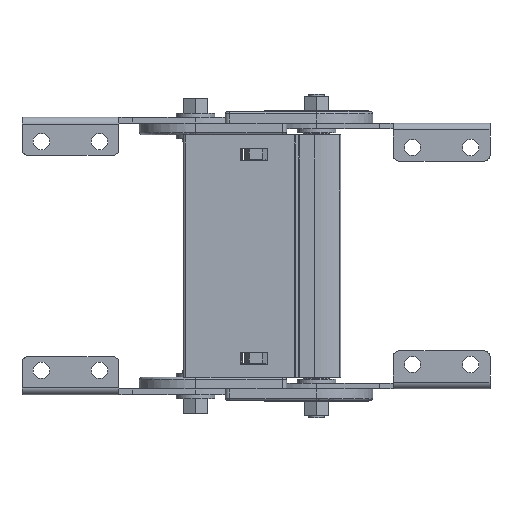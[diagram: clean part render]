
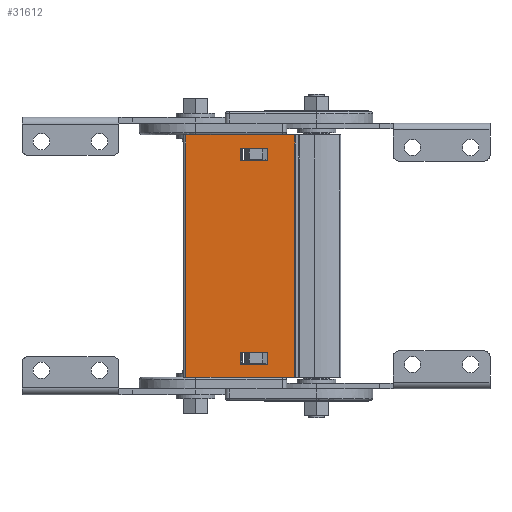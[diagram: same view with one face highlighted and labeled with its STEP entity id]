
A CAD part, front view. The second image highlights one B-rep face of the part: STEP entity #31612.
In plain terms, the highlighted planar face has unit normal (0, -1, -0.009).
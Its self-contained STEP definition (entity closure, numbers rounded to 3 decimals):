
#307 = EDGE_CURVE ( 'NONE', #32869, #18405, #21087, .T. ) ;
#309 = EDGE_CURVE ( 'NONE', #31965, #11141, #16626, .T. ) ;
#935 = DIRECTION ( 'NONE',  ( 0., 0.009, -1. ) ) ;
#1454 = DIRECTION ( 'NONE',  ( -1., 0., 0. ) ) ;
#2106 = DIRECTION ( 'NONE',  ( 0., 0.009, -1. ) ) ;
#2156 = CARTESIAN_POINT ( 'NONE',  ( -77.82, 142.499, 153.154 ) ) ;
#2231 = VECTOR ( 'NONE', #30112, 1000. ) ;
#2419 = DIRECTION ( 'NONE',  ( 0., 0.009, -1. ) ) ;
#2729 = DIRECTION ( 'NONE',  ( 1., 0., 0. ) ) ;
#3196 = CARTESIAN_POINT ( 'NONE',  ( -77.82, 142.499, 153.154 ) ) ;
#3577 = VERTEX_POINT ( 'NONE', #9485 ) ;
#3818 = ORIENTED_EDGE ( 'NONE', *, *, #9287, .F. ) ;
#4029 = VERTEX_POINT ( 'NONE', #44788 ) ;
#4059 = CARTESIAN_POINT ( 'NONE',  ( -49.6, 143.531, 34.791 ) ) ;
#4181 = LINE ( 'NONE', #41978, #13015 ) ;
#4192 = EDGE_CURVE ( 'NONE', #28608, #27980, #4181, .T. ) ;
#4458 = VECTOR ( 'NONE', #32477, 1000. ) ;
#4966 = VECTOR ( 'NONE', #43302, 1000. ) ;
#4987 = VECTOR ( 'NONE', #6471, 1000. ) ;
#5500 = LINE ( 'NONE', #25283, #4966 ) ;
#6341 = FACE_BOUND ( 'NONE', #43906, .T. ) ;
#6471 = DIRECTION ( 'NONE',  ( 0., -0.009, 1. ) ) ;
#7357 = EDGE_CURVE ( 'NONE', #40840, #3577, #26048, .T. ) ;
#7638 = VERTEX_POINT ( 'NONE', #2156 ) ;
#7902 = DIRECTION ( 'NONE',  ( -1., 0., 0. ) ) ;
#7957 = CARTESIAN_POINT ( 'NONE',  ( -105.8, 142.44, 159.904 ) ) ;
#8076 = CARTESIAN_POINT ( 'NONE',  ( -77.82, 142.554, 146.854 ) ) ;
#8236 = ORIENTED_EDGE ( 'NONE', *, *, #43032, .T. ) ;
#9225 = LINE ( 'NONE', #24779, #33029 ) ;
#9287 = EDGE_CURVE ( 'NONE', #4029, #28608, #29112, .T. ) ;
#9485 = CARTESIAN_POINT ( 'NONE',  ( -63.82, 143.418, 47.84 ) ) ;
#9593 = LINE ( 'NONE', #3196, #35048 ) ;
#9890 = CARTESIAN_POINT ( 'NONE',  ( -105.8, 143.531, 34.791 ) ) ;
#9970 = LINE ( 'NONE', #28081, #17202 ) ;
#10079 = EDGE_LOOP ( 'NONE', ( #24653, #28568, #3818, #13881 ) ) ;
#10109 = ORIENTED_EDGE ( 'NONE', *, *, #39988, .T. ) ;
#10402 = VERTEX_POINT ( 'NONE', #7957 ) ;
#10568 = CARTESIAN_POINT ( 'NONE',  ( -77.82, 143.418, 47.84 ) ) ;
#11141 = VERTEX_POINT ( 'NONE', #27047 ) ;
#11223 = ORIENTED_EDGE ( 'NONE', *, *, #44888, .F. ) ;
#13015 = VECTOR ( 'NONE', #38296, 1000. ) ;
#13881 = ORIENTED_EDGE ( 'NONE', *, *, #42997, .T. ) ;
#16586 = CARTESIAN_POINT ( 'NONE',  ( -63.82, 142.499, 153.154 ) ) ;
#16626 = LINE ( 'NONE', #44725, #17733 ) ;
#17202 = VECTOR ( 'NONE', #45353, 1000. ) ;
#17331 = EDGE_CURVE ( 'NONE', #18405, #40840, #5500, .T. ) ;
#17733 = VECTOR ( 'NONE', #2419, 1000. ) ;
#18405 = VERTEX_POINT ( 'NONE', #39927 ) ;
#18762 = ORIENTED_EDGE ( 'NONE', *, *, #17331, .F. ) ;
#19342 = EDGE_CURVE ( 'NONE', #11141, #31837, #9225, .T. ) ;
#19545 = EDGE_CURVE ( 'NONE', #10402, #27980, #35743, .T. ) ;
#21015 = AXIS2_PLACEMENT_3D ( 'NONE', #31585, #21126, #34828 ) ;
#21087 = LINE ( 'NONE', #23654, #2231 ) ;
#21126 = DIRECTION ( 'NONE',  ( 0., 1., 0.009 ) ) ;
#21285 = PLANE ( 'NONE',  #21015 ) ;
#22325 = CARTESIAN_POINT ( 'NONE',  ( -63.82, 143.418, 47.84 ) ) ;
#22502 = ORIENTED_EDGE ( 'NONE', *, *, #307, .F. ) ;
#23654 = CARTESIAN_POINT ( 'NONE',  ( -77.82, 143.418, 47.84 ) ) ;
#24653 = ORIENTED_EDGE ( 'NONE', *, *, #19545, .T. ) ;
#24719 = CARTESIAN_POINT ( 'NONE',  ( -77.82, 142.554, 146.854 ) ) ;
#24779 = CARTESIAN_POINT ( 'NONE',  ( -77.82, 142.554, 146.854 ) ) ;
#25283 = CARTESIAN_POINT ( 'NONE',  ( -77.82, 143.473, 41.541 ) ) ;
#26048 = LINE ( 'NONE', #22325, #4458 ) ;
#27047 = CARTESIAN_POINT ( 'NONE',  ( -63.82, 142.554, 146.854 ) ) ;
#27980 = VERTEX_POINT ( 'NONE', #9890 ) ;
#28081 = CARTESIAN_POINT ( 'NONE',  ( -80.82, 142.44, 159.904 ) ) ;
#28568 = ORIENTED_EDGE ( 'NONE', *, *, #4192, .F. ) ;
#28608 = VERTEX_POINT ( 'NONE', #4059 ) ;
#29112 = LINE ( 'NONE', #30251, #39622 ) ;
#30112 = DIRECTION ( 'NONE',  ( 0., 0.009, -1. ) ) ;
#30251 = CARTESIAN_POINT ( 'NONE',  ( -49.6, 141.728, 241.4 ) ) ;
#30350 = VECTOR ( 'NONE', #1454, 1000. ) ;
#31228 = ORIENTED_EDGE ( 'NONE', *, *, #19342, .T. ) ;
#31585 = CARTESIAN_POINT ( 'NONE',  ( -80.82, 142.441, 159.783 ) ) ;
#31612 = ADVANCED_FACE ( 'NONE', ( #6341, #42259, #43912 ), #21285, .F. ) ;
#31837 = VERTEX_POINT ( 'NONE', #8076 ) ;
#31965 = VERTEX_POINT ( 'NONE', #16586 ) ;
#32477 = DIRECTION ( 'NONE',  ( 0., -0.009, 1. ) ) ;
#32869 = VERTEX_POINT ( 'NONE', #10568 ) ;
#33029 = VECTOR ( 'NONE', #7902, 1000. ) ;
#34828 = DIRECTION ( 'NONE',  ( 0., 0.009, -1. ) ) ;
#35048 = VECTOR ( 'NONE', #2729, 1000. ) ;
#35743 = LINE ( 'NONE', #37733, #42356 ) ;
#36541 = CARTESIAN_POINT ( 'NONE',  ( -77.82, 143.418, 47.84 ) ) ;
#37733 = CARTESIAN_POINT ( 'NONE',  ( -105.8, 141.728, 241.4 ) ) ;
#38296 = DIRECTION ( 'NONE',  ( -1., 0., 0. ) ) ;
#38645 = ORIENTED_EDGE ( 'NONE', *, *, #7357, .F. ) ;
#39622 = VECTOR ( 'NONE', #2106, 1000. ) ;
#39927 = CARTESIAN_POINT ( 'NONE',  ( -77.82, 143.473, 41.541 ) ) ;
#39988 = EDGE_CURVE ( 'NONE', #7638, #31965, #9593, .T. ) ;
#40840 = VERTEX_POINT ( 'NONE', #43161 ) ;
#41978 = CARTESIAN_POINT ( 'NONE',  ( -80.82, 143.531, 34.791 ) ) ;
#42259 = FACE_OUTER_BOUND ( 'NONE', #10079, .T. ) ;
#42277 = ORIENTED_EDGE ( 'NONE', *, *, #309, .T. ) ;
#42356 = VECTOR ( 'NONE', #935, 1000. ) ;
#42549 = LINE ( 'NONE', #24719, #4987 ) ;
#42997 = EDGE_CURVE ( 'NONE', #4029, #10402, #9970, .T. ) ;
#43032 = EDGE_CURVE ( 'NONE', #31837, #7638, #42549, .T. ) ;
#43161 = CARTESIAN_POINT ( 'NONE',  ( -63.82, 143.473, 41.541 ) ) ;
#43302 = DIRECTION ( 'NONE',  ( 1., 0., 0. ) ) ;
#43567 = LINE ( 'NONE', #36541, #30350 ) ;
#43906 = EDGE_LOOP ( 'NONE', ( #31228, #8236, #10109, #42277 ) ) ;
#43912 = FACE_BOUND ( 'NONE', #44191, .T. ) ;
#44191 = EDGE_LOOP ( 'NONE', ( #11223, #38645, #18762, #22502 ) ) ;
#44725 = CARTESIAN_POINT ( 'NONE',  ( -63.82, 142.554, 146.854 ) ) ;
#44788 = CARTESIAN_POINT ( 'NONE',  ( -49.6, 142.44, 159.904 ) ) ;
#44888 = EDGE_CURVE ( 'NONE', #3577, #32869, #43567, .T. ) ;
#45353 = DIRECTION ( 'NONE',  ( -1., 0., 0. ) ) ;
